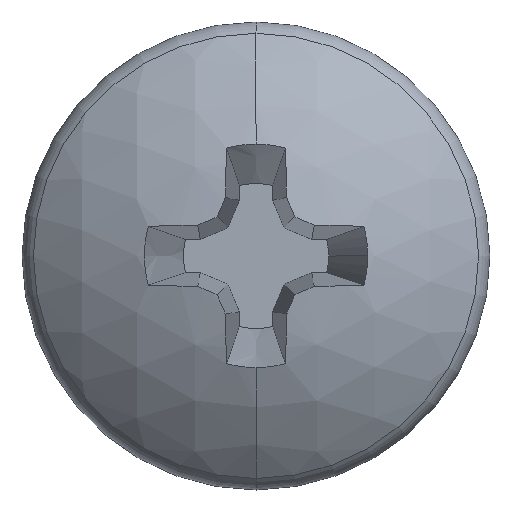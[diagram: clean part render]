
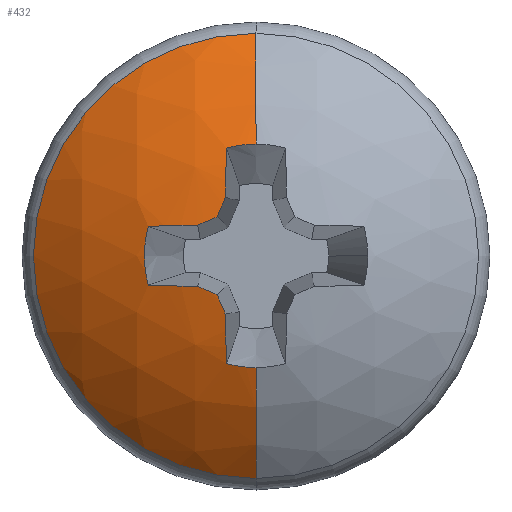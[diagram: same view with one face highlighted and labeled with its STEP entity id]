
A CAD part, top view. The second image highlights one B-rep face of the part: STEP entity #432.
In plain terms, the highlighted spherical face has radius 4.225 mm.
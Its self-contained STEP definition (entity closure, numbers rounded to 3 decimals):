
#8 = CIRCLE ( 'NONE', #1989, 4.225 ) ;
#24 = CARTESIAN_POINT ( 'NONE',  ( -0.03, 0., 2.272 ) ) ;
#47 = DIRECTION ( 'NONE',  ( 0.087, 0., -0.996 ) ) ;
#80 = DIRECTION ( 'NONE',  ( 0., 0., -1. ) ) ;
#106 = DIRECTION ( 'NONE',  ( 0.924, 0.383, 0. ) ) ;
#113 = EDGE_CURVE ( 'NONE', #867, #1775, #693, .T. ) ;
#133 = CIRCLE ( 'NONE', #3026, 4.215 ) ;
#190 = CIRCLE ( 'NONE', #1765, 1.433 ) ;
#202 = CARTESIAN_POINT ( 'NONE',  ( 0., 0., 5.39 ) ) ;
#220 = CIRCLE ( 'NONE', #671, 4.225 ) ;
#253 = CARTESIAN_POINT ( 'NONE',  ( -0.378, -1.382, 6.25 ) ) ;
#265 = CIRCLE ( 'NONE', #1108, 4.215 ) ;
#279 = DIRECTION ( 'NONE',  ( 1., 0., 0. ) ) ;
#288 = DIRECTION ( 'NONE',  ( -0.92, -0.381, -0.087 ) ) ;
#294 = CARTESIAN_POINT ( 'NONE',  ( 0., -0.03, 2.272 ) ) ;
#327 = VERTEX_POINT ( 'NONE', #2387 ) ;
#345 = CARTESIAN_POINT ( 'NONE',  ( 0., 1.433, 6.25 ) ) ;
#354 = VERTEX_POINT ( 'NONE', #3377 ) ;
#432 = ADVANCED_FACE ( 'NONE', ( #1872 ), #3384, .T. ) ;
#442 = DIRECTION ( 'NONE',  ( 0., 0., -1. ) ) ;
#465 = DIRECTION ( 'NONE',  ( -0.92, 0.381, -0.087 ) ) ;
#477 = DIRECTION ( 'NONE',  ( 0.383, 0.924, 0. ) ) ;
#478 = CIRCLE ( 'NONE', #2504, 1.433 ) ;
#489 = ORIENTED_EDGE ( 'NONE', *, *, #1771, .T. ) ;
#503 = CARTESIAN_POINT ( 'NONE',  ( -0.499, 0.499, 6.441 ) ) ;
#520 = EDGE_CURVE ( 'NONE', #2749, #867, #2435, .T. ) ;
#581 = CARTESIAN_POINT ( 'NONE',  ( -0.263, -0.109, 2.25 ) ) ;
#671 = AXIS2_PLACEMENT_3D ( 'NONE', #1735, #2851, #1202 ) ;
#693 = CIRCLE ( 'NONE', #1837, 4.215 ) ;
#755 = CARTESIAN_POINT ( 'NONE',  ( -0.109, -0.263, 2.25 ) ) ;
#780 = CARTESIAN_POINT ( 'NONE',  ( 0., 2.854, 5.39 ) ) ;
#823 = CARTESIAN_POINT ( 'NONE',  ( 0., 0., 2.275 ) ) ;
#854 = DIRECTION ( 'NONE',  ( -0.383, 0.924, 0. ) ) ;
#867 = VERTEX_POINT ( 'NONE', #3147 ) ;
#892 = CARTESIAN_POINT ( 'NONE',  ( 0., 0., 6.25 ) ) ;
#923 = ORIENTED_EDGE ( 'NONE', *, *, #2434, .T. ) ;
#932 = CARTESIAN_POINT ( 'NONE',  ( -0.109, 0.263, 2.25 ) ) ;
#968 = AXIS2_PLACEMENT_3D ( 'NONE', #24, #2215, #47 ) ;
#1022 = EDGE_CURVE ( 'NONE', #1775, #354, #265, .T. ) ;
#1079 = ORIENTED_EDGE ( 'NONE', *, *, #1022, .T. ) ;
#1089 = EDGE_CURVE ( 'NONE', #2687, #1968, #1418, .T. ) ;
#1098 = DIRECTION ( 'NONE',  ( 0., -1., 0. ) ) ;
#1108 = AXIS2_PLACEMENT_3D ( 'NONE', #755, #1300, #1549 ) ;
#1171 = CARTESIAN_POINT ( 'NONE',  ( 0., -1.433, 6.25 ) ) ;
#1202 = DIRECTION ( 'NONE',  ( 0., -0.087, -0.996 ) ) ;
#1263 = ORIENTED_EDGE ( 'NONE', *, *, #3339, .T. ) ;
#1290 = CIRCLE ( 'NONE', #3530, 4.225 ) ;
#1294 = CARTESIAN_POINT ( 'NONE',  ( 0., -2.854, 5.39 ) ) ;
#1300 = DIRECTION ( 'NONE',  ( -0.381, -0.92, -0.087 ) ) ;
#1393 = DIRECTION ( 'NONE',  ( -0.996, 0., -0.087 ) ) ;
#1395 = EDGE_CURVE ( 'NONE', #327, #1924, #2347, .T. ) ;
#1417 = DIRECTION ( 'NONE',  ( 0., -0.996, -0.087 ) ) ;
#1418 = CIRCLE ( 'NONE', #2383, 2.854 ) ;
#1427 = DIRECTION ( 'NONE',  ( 0.087, 0., -0.996 ) ) ;
#1471 = VERTEX_POINT ( 'NONE', #345 ) ;
#1514 = ORIENTED_EDGE ( 'NONE', *, *, #2945, .T. ) ;
#1549 = DIRECTION ( 'NONE',  ( -0.924, 0.383, 0. ) ) ;
#1580 = CARTESIAN_POINT ( 'NONE',  ( -0.393, 0.749, 6.415 ) ) ;
#1620 = DIRECTION ( 'NONE',  ( -1., 0., 0. ) ) ;
#1649 = VERTEX_POINT ( 'NONE', #1580 ) ;
#1663 = CARTESIAN_POINT ( 'NONE',  ( 0., 0., 2.275 ) ) ;
#1681 = ORIENTED_EDGE ( 'NONE', *, *, #520, .T. ) ;
#1701 = DIRECTION ( 'NONE',  ( 0., -0.087, 0.996 ) ) ;
#1720 = DIRECTION ( 'NONE',  ( -0.381, 0.92, -0.087 ) ) ;
#1735 = CARTESIAN_POINT ( 'NONE',  ( 0., 0.03, 2.272 ) ) ;
#1765 = AXIS2_PLACEMENT_3D ( 'NONE', #2465, #2452, #1620 ) ;
#1771 = EDGE_CURVE ( 'NONE', #2366, #3407, #478, .T. ) ;
#1775 = VERTEX_POINT ( 'NONE', #2691 ) ;
#1805 = ORIENTED_EDGE ( 'NONE', *, *, #113, .T. ) ;
#1812 = ORIENTED_EDGE ( 'NONE', *, *, #1089, .F. ) ;
#1837 = AXIS2_PLACEMENT_3D ( 'NONE', #581, #288, #854 ) ;
#1853 = ORIENTED_EDGE ( 'NONE', *, *, #1395, .T. ) ;
#1872 = FACE_OUTER_BOUND ( 'NONE', #3012, .T. ) ;
#1924 = VERTEX_POINT ( 'NONE', #503 ) ;
#1963 = DIRECTION ( 'NONE',  ( -1., 0., 0. ) ) ;
#1968 = VERTEX_POINT ( 'NONE', #780 ) ;
#1989 = AXIS2_PLACEMENT_3D ( 'NONE', #1663, #279, #2181 ) ;
#2026 = ORIENTED_EDGE ( 'NONE', *, *, #2066, .T. ) ;
#2040 = CIRCLE ( 'NONE', #968, 4.225 ) ;
#2066 = EDGE_CURVE ( 'NONE', #2579, #1471, #190, .T. ) ;
#2087 = CIRCLE ( 'NONE', #2444, 4.225 ) ;
#2105 = CARTESIAN_POINT ( 'NONE',  ( -0.263, 0.109, 2.25 ) ) ;
#2129 = AXIS2_PLACEMENT_3D ( 'NONE', #892, #80, #1963 ) ;
#2140 = CARTESIAN_POINT ( 'NONE',  ( -1.382, 0.378, 6.25 ) ) ;
#2149 = DIRECTION ( 'NONE',  ( 0., 0., -1. ) ) ;
#2181 = DIRECTION ( 'NONE',  ( 0., 0., -1. ) ) ;
#2192 = DIRECTION ( 'NONE',  ( -1., 0., 0. ) ) ;
#2206 = EDGE_CURVE ( 'NONE', #354, #2366, #2087, .T. ) ;
#2207 = CARTESIAN_POINT ( 'NONE',  ( -0.03, 0., 2.272 ) ) ;
#2215 = DIRECTION ( 'NONE',  ( -0.996, 0., -0.087 ) ) ;
#2275 = ORIENTED_EDGE ( 'NONE', *, *, #2879, .F. ) ;
#2309 = EDGE_CURVE ( 'NONE', #3407, #327, #220, .T. ) ;
#2347 = CIRCLE ( 'NONE', #3373, 4.215 ) ;
#2366 = VERTEX_POINT ( 'NONE', #3366 ) ;
#2383 = AXIS2_PLACEMENT_3D ( 'NONE', #202, #442, #3211 ) ;
#2387 = CARTESIAN_POINT ( 'NONE',  ( -0.749, 0.393, 6.415 ) ) ;
#2414 = VERTEX_POINT ( 'NONE', #1171 ) ;
#2421 = DIRECTION ( 'NONE',  ( 0., 1., 0. ) ) ;
#2434 = EDGE_CURVE ( 'NONE', #2414, #2749, #2989, .T. ) ;
#2435 = CIRCLE ( 'NONE', #3207, 4.225 ) ;
#2444 = AXIS2_PLACEMENT_3D ( 'NONE', #294, #1417, #1701 ) ;
#2451 = ORIENTED_EDGE ( 'NONE', *, *, #2206, .T. ) ;
#2452 = DIRECTION ( 'NONE',  ( 0., 0., -1. ) ) ;
#2465 = CARTESIAN_POINT ( 'NONE',  ( 0., 0., 6.25 ) ) ;
#2504 = AXIS2_PLACEMENT_3D ( 'NONE', #2990, #2149, #2421 ) ;
#2579 = VERTEX_POINT ( 'NONE', #3164 ) ;
#2687 = VERTEX_POINT ( 'NONE', #1294 ) ;
#2691 = CARTESIAN_POINT ( 'NONE',  ( -0.499, -0.499, 6.441 ) ) ;
#2749 = VERTEX_POINT ( 'NONE', #253 ) ;
#2813 = DIRECTION ( 'NONE',  ( 0., -1., 0. ) ) ;
#2825 = AXIS2_PLACEMENT_3D ( 'NONE', #823, #2192, #1098 ) ;
#2851 = DIRECTION ( 'NONE',  ( 0., 0.996, -0.087 ) ) ;
#2879 = EDGE_CURVE ( 'NONE', #2414, #2687, #8, .T. ) ;
#2945 = EDGE_CURVE ( 'NONE', #1649, #2579, #2040, .T. ) ;
#2989 = CIRCLE ( 'NONE', #2129, 1.433 ) ;
#2990 = CARTESIAN_POINT ( 'NONE',  ( 0., 0., 6.25 ) ) ;
#3012 = EDGE_LOOP ( 'NONE', ( #2026, #3175, #1812, #2275, #923, #1681, #1805, #1079, #2451, #489, #3058, #1853, #1263, #1514 ) ) ;
#3026 = AXIS2_PLACEMENT_3D ( 'NONE', #2105, #465, #477 ) ;
#3028 = EDGE_CURVE ( 'NONE', #1471, #1968, #1290, .T. ) ;
#3049 = CARTESIAN_POINT ( 'NONE',  ( 0., 0., 2.275 ) ) ;
#3058 = ORIENTED_EDGE ( 'NONE', *, *, #2309, .T. ) ;
#3077 = DIRECTION ( 'NONE',  ( -1., 0., 0. ) ) ;
#3147 = CARTESIAN_POINT ( 'NONE',  ( -0.393, -0.749, 6.415 ) ) ;
#3164 = CARTESIAN_POINT ( 'NONE',  ( -0.378, 1.382, 6.25 ) ) ;
#3175 = ORIENTED_EDGE ( 'NONE', *, *, #3028, .T. ) ;
#3207 = AXIS2_PLACEMENT_3D ( 'NONE', #2207, #1393, #1427 ) ;
#3211 = DIRECTION ( 'NONE',  ( 0., 1., 0. ) ) ;
#3339 = EDGE_CURVE ( 'NONE', #1924, #1649, #133, .T. ) ;
#3366 = CARTESIAN_POINT ( 'NONE',  ( -1.382, -0.378, 6.25 ) ) ;
#3373 = AXIS2_PLACEMENT_3D ( 'NONE', #932, #1720, #106 ) ;
#3377 = CARTESIAN_POINT ( 'NONE',  ( -0.749, -0.393, 6.415 ) ) ;
#3384 = SPHERICAL_SURFACE ( 'NONE', #2825, 4.225 ) ;
#3407 = VERTEX_POINT ( 'NONE', #2140 ) ;
#3530 = AXIS2_PLACEMENT_3D ( 'NONE', #3049, #3077, #2813 ) ;
